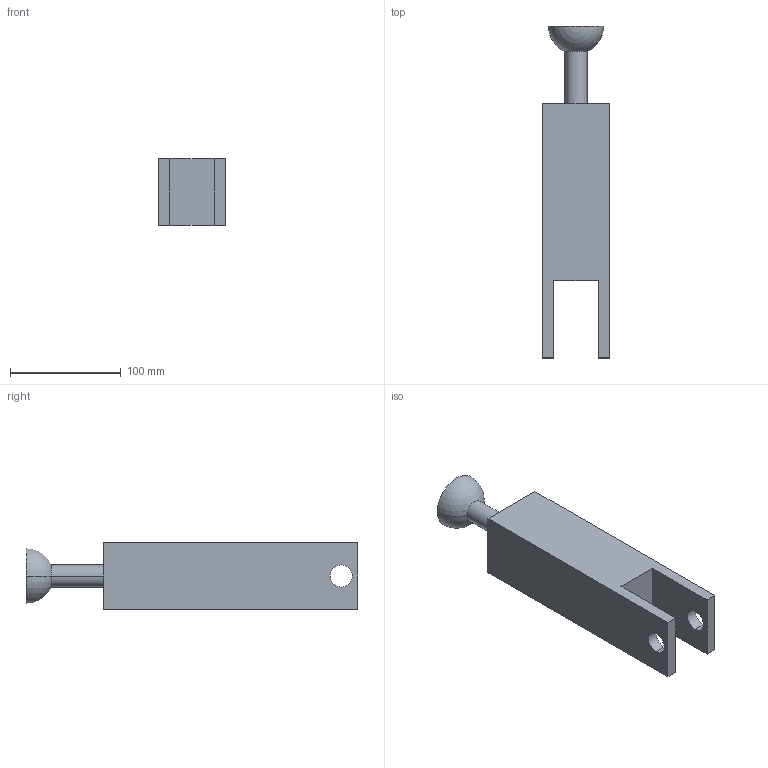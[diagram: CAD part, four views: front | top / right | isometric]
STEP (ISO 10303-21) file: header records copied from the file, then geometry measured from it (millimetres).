
FILE_DESCRIPTION (( 'STEP AP203' ), '1' );
FILE_NAME ('pilar_Predeterminado_sldprt.STEP', '2021-01-06T19:06:23', ( '' ), ( '' ), 'SwSTEP 2.0', 'SolidWorks 2019', '' );
FILE_SCHEMA (( 'CONFIG_CONTROL_DESIGN' ));
Length unit declared in the file: millimetre
Products named in the file (1): pilar_Predeterminado_sldprt
Bounding box: 60 x 300 x 60 mm (x, y, z)
Volume: 684146.8 mm3; surface area: 74663.7 mm2
Topology: 1 solids, 1 shells, 21 faces, 58 edges, 37 vertices
Faces by surface type: plane 11, cylinder 6, sphere 4
Entity records: 701 total; most frequent: DIRECTION 114, CARTESIAN_POINT 105, ORIENTED_EDGE 100, EDGE_CURVE 50, AXIS2_PLACEMENT_3D 42, VERTEX_POINT 33, LINE 30, VECTOR 30
